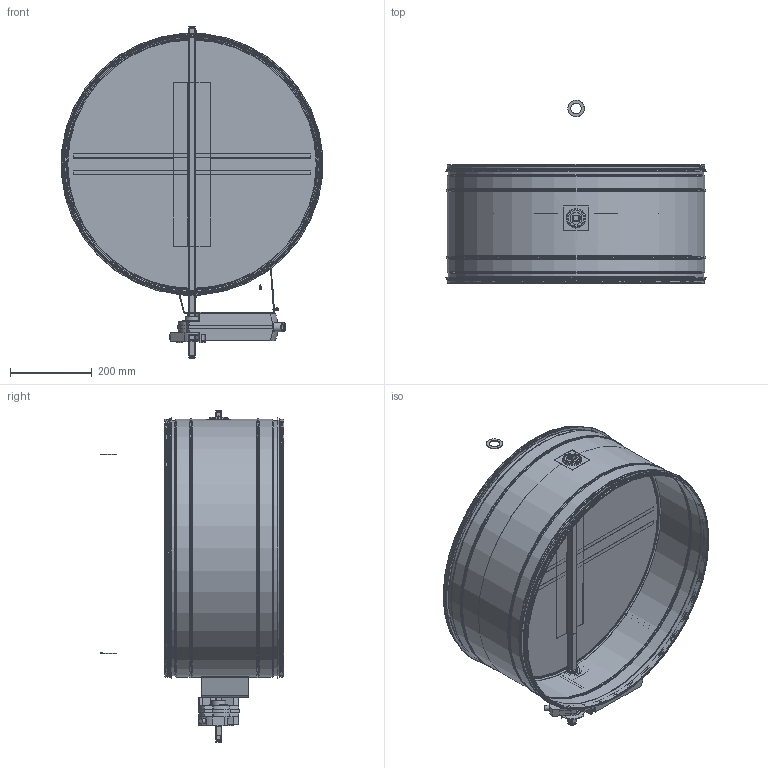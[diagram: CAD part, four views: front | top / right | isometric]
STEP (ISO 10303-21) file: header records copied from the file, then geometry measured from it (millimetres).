
FILE_DESCRIPTION((''),'2;1');
FILE_NAME('HISC-EFS-230-630.stp','2014-06-18T13:53:11',(''),(''),'Autodesk Inventor 2013','Autodesk Inventor 2013','');
FILE_SCHEMA(('AUTOMOTIVE_DESIGN { 1 2 10303 214 0 1 1 1 }'));
Length unit declared in the file: millimetre
Products named in the file (17): HISC-EFS-230-630; HISochHISC_Rör-11; Spjällhylla-630; 999273; Lagerbuss; 143067; 116049_1; 999011; Stödprofil-580; Ändavslut; 90242___8_13-mattssons; Täckbricka; Cellgummi_40x26x2; 90232___6_10-mattssons; FästeSpjällmotorSF-Stora; G-list-630; ASF112F122
Assembly tree (27 placements, depth 2):
  HISC-EFS-230-630
    HISochHISC_Rör-11
    Spjällhylla-630
    999273
    Lagerbuss  x2
    143067
    116049_1
    999011  x2
    Stödprofil-580
    Ändavslut  x2
    90242___8_13-mattssons  x6
    Täckbricka  x2
    Cellgummi_40x26x2  x2
    90232___6_10-mattssons  x2
    FästeSpjällmotorSF-Stora
    G-list-630
    ASF112F122
Bounding box: 637.57 x 447.17 x 810 mm (x, y, z)
Volume: 2370426.3 mm3; surface area: 2611705.9 mm2
Topology: 27 solids, 28 shells, 1040 faces, 2504 edges, 1561 vertices
Faces by surface type: plane 488, cylinder 312, cone 182, torus 46, sphere 10, bspline 2
Full cylindrical faces by diameter (mm): 2.656 x12, 3.291 x42, 3.5 x10, 4.2 x38, 5 x1, 7 x4, 8.8 x6, 10 x2, 12 x1, 15.7 x3, 21 x1, 22 x1, 26 x3, 28 x4, 29 x2, 32 x1, 34 x1, 38 x2, 40 x2, 43.55 x2, 606.191 x2, 610 x1, 615 x1, 622.3 x1, 622.46 x1, 623.3 x1, 623.46 x1, 625.1 x2, 627.7 x11, 628.7 x5
Entity records: 19556 total; most frequent: CARTESIAN_POINT 3795, DIRECTION 3199, ORIENTED_EDGE 2768, EDGE_CURVE 1384, AXIS2_PLACEMENT_3D 1218, VERTEX_POINT 948, EDGE_LOOP 888, VECTOR 763
